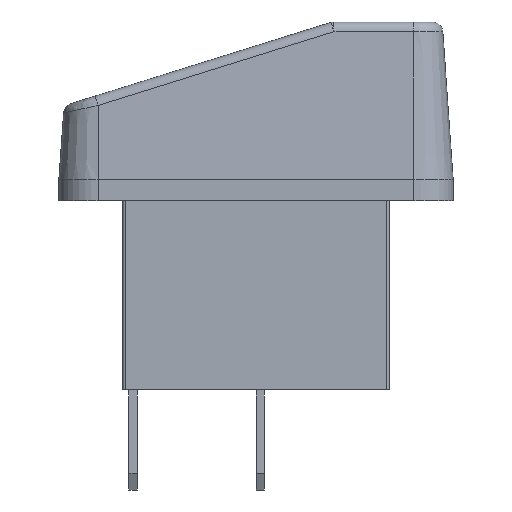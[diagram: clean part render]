
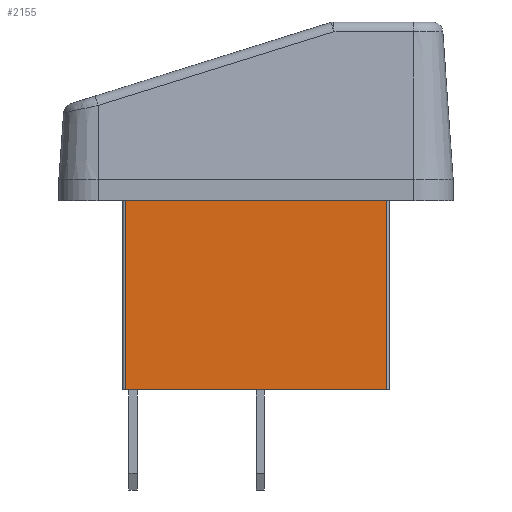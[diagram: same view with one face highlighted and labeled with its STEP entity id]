
A CAD part, front view. The second image highlights one B-rep face of the part: STEP entity #2155.
In plain terms, the highlighted face is planar.
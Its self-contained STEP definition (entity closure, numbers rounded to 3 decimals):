
#210=FACE_OUTER_BOUND('',#345,.T.);
#345=EDGE_LOOP('',(#1771,#1772,#1773,#1774));
#592=LINE('',#3708,#797);
#597=LINE('',#3723,#802);
#598=LINE('',#3725,#803);
#599=LINE('',#3726,#804);
#797=VECTOR('',#2870,10.);
#802=VECTOR('',#2885,10.);
#803=VECTOR('',#2888,10.);
#804=VECTOR('',#2889,10.);
#1009=VERTEX_POINT('',#3705);
#1010=VERTEX_POINT('',#3707);
#1012=VERTEX_POINT('',#3716);
#1015=VERTEX_POINT('',#3721);
#1271=EDGE_CURVE('',#1009,#1010,#592,.T.);
#1279=EDGE_CURVE('',#1015,#1012,#597,.T.);
#1280=EDGE_CURVE('',#1012,#1009,#598,.T.);
#1281=EDGE_CURVE('',#1015,#1010,#599,.T.);
#1771=ORIENTED_EDGE('',*,*,#1271,.F.);
#1772=ORIENTED_EDGE('',*,*,#1280,.F.);
#1773=ORIENTED_EDGE('',*,*,#1279,.F.);
#1774=ORIENTED_EDGE('',*,*,#1281,.T.);
#2035=PLANE('',#2397);
#2155=ADVANCED_FACE('',(#210),#2035,.T.);
#2397=AXIS2_PLACEMENT_3D('',#3724,#2886,#2887);
#2870=DIRECTION('',(0.,-1.,0.));
#2885=DIRECTION('',(0.,1.,0.));
#2886=DIRECTION('center_axis',(0.,0.,-1.));
#2887=DIRECTION('ref_axis',(-1.,0.,0.));
#2888=DIRECTION('',(-1.,0.,0.));
#2889=DIRECTION('',(-1.,0.,0.));
#3705=CARTESIAN_POINT('',(-12.446,20.042,-4.961));
#3707=CARTESIAN_POINT('',(-12.446,0.,-4.961));
#3708=CARTESIAN_POINT('',(-12.446,0.,-4.961));
#3716=CARTESIAN_POINT('',(12.446,20.042,-4.961));
#3721=CARTESIAN_POINT('',(12.446,0.,-4.961));
#3723=CARTESIAN_POINT('',(12.446,0.,-4.961));
#3724=CARTESIAN_POINT('Origin',(12.7,0.,-4.961));
#3725=CARTESIAN_POINT('',(12.7,20.042,-4.961));
#3726=CARTESIAN_POINT('',(12.7,0.,-4.961));
